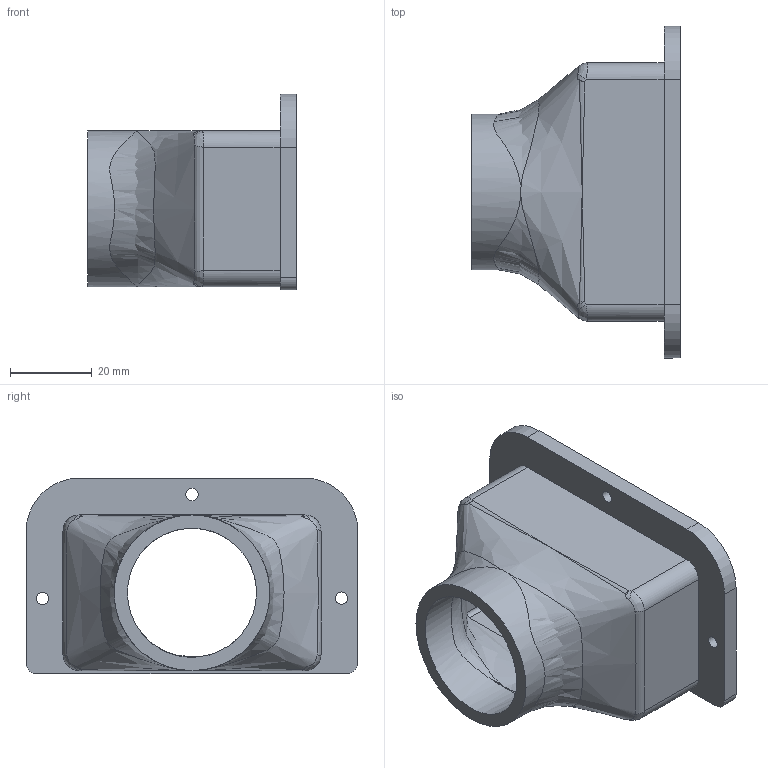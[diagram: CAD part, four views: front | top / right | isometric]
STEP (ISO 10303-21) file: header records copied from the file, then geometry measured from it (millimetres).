
FILE_DESCRIPTION(/* description */ (''),/* implementation_level */ '2;1');
FILE_NAME(/* name */ 'Vac_Port.step',/* time_stamp */ '2021-08-05T09:19:13-05:00',/* author */ (''),/* organization */ (''),/* preprocessor_version */ 'ST-DEVELOPER v18.1',/* originating_system */ 'Autodesk Translation Framework v10.9.0.1377',/* authorisation */ '');
FILE_SCHEMA (('AUTOMOTIVE_DESIGN { 1 0 10303 214 3 1 1 }'));
Length unit declared in the file: millimetre
Products named in the file (1): Vac_Port
Bounding box: 51 x 81 x 47.8 mm (x, y, z)
Volume: 32019.8 mm3; surface area: 20429.8 mm2
Topology: 1 solids, 1 shells, 71 faces, 202 edges, 122 vertices
Faces by surface type: bspline 24, cylinder 20, plane 19, torus 4, cone 4
Full cylindrical faces by diameter (mm): 3 x3, 38 x1
Entity records: 9949 total; most frequent: CARTESIAN_POINT 8280, ORIENTED_EDGE 380, DIRECTION 276, EDGE_CURVE 190, VERTEX_POINT 122, AXIS2_PLACEMENT_3D 104, EDGE_LOOP 80, FACE_OUTER_BOUND 71
